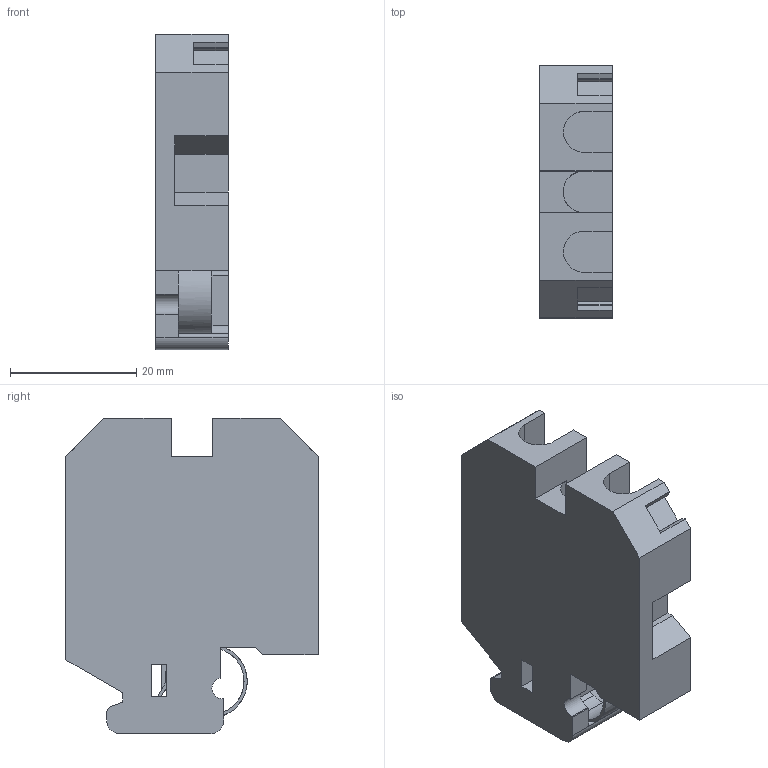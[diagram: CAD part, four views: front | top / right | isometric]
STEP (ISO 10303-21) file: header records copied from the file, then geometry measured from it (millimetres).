
FILE_DESCRIPTION(('CATIA V5 STEP Exchange','CAx-IF Rec.Pracs.--- Model Styling and Organization---1.4--- 2014-01-23'),'2;1');
FILE_NAME ('D1464880_1', '2021-12-08T14:00:56+00:00', ('none'), ('Weidmueller'), 'CATIA Version 5-6 Release 2016 SP3 HF44', 'CATIA V5 STEP AP214', 'none');
FILE_SCHEMA(('AUTOMOTIVE_DESIGN { 1 0 10303 214 1 1 1 1 }'));
Length unit declared in the file: millimetre
Products named in the file (1): 9502610000
Bounding box: 11.5 x 40 x 50 mm (x, y, z)
Volume: 16466.7 mm3; surface area: 6595.9 mm2
Topology: 1 solids, 1 shells, 126 faces, 377 edges, 249 vertices
Faces by surface type: plane 89, cylinder 37
Entity records: 4443 total; most frequent: CARTESIAN_POINT 1094, ORIENTED_EDGE 754, DIRECTION 590, EDGE_CURVE 377, VECTOR 293, LINE 293, VERTEX_POINT 249, AXIS2_PLACEMENT_3D 169
